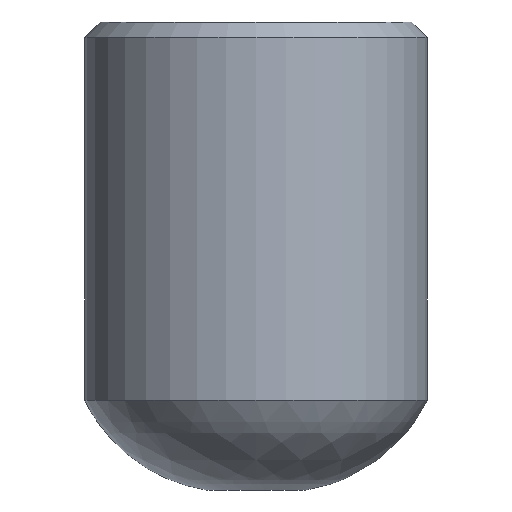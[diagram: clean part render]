
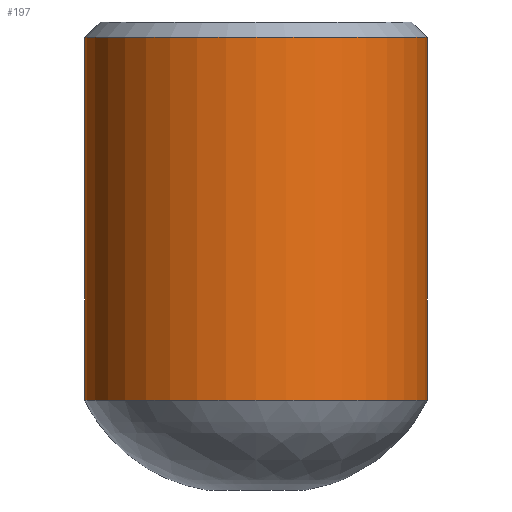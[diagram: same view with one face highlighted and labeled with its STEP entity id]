
A CAD part, front view. The second image highlights one B-rep face of the part: STEP entity #197.
In plain terms, the highlighted cylindrical face has radius 8.725 mm (diameter 17.45 mm), a full revolution.
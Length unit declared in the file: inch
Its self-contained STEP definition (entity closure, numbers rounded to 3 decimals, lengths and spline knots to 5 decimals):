
#16=CYLINDRICAL_SURFACE('',#215,0.3435);
#52=FACE_BOUND('',#81,.T.);
#56=CIRCLE('',#214,0.3435);
#57=CIRCLE('',#216,0.3435);
#58=CIRCLE('',#217,0.3435);
#65=FACE_OUTER_BOUND('',#80,.T.);
#80=EDGE_LOOP('',(#161,#162));
#81=EDGE_LOOP('',(#163));
#109=VERTEX_POINT('',#320);
#110=VERTEX_POINT('',#323);
#111=VERTEX_POINT('',#324);
#130=EDGE_CURVE('',#109,#109,#56,.T.);
#131=EDGE_CURVE('',#110,#111,#57,.T.);
#132=EDGE_CURVE('',#111,#110,#58,.T.);
#161=ORIENTED_EDGE('',*,*,#131,.T.);
#162=ORIENTED_EDGE('',*,*,#132,.T.);
#163=ORIENTED_EDGE('',*,*,#130,.F.);
#197=ADVANCED_FACE('',(#65,#52),#16,.T.);
#214=AXIS2_PLACEMENT_3D('',#321,#248,#249);
#215=AXIS2_PLACEMENT_3D('',#322,#250,#251);
#216=AXIS2_PLACEMENT_3D('',#325,#252,#253);
#217=AXIS2_PLACEMENT_3D('',#326,#254,#255);
#248=DIRECTION('center_axis',(0.,0.,1.));
#249=DIRECTION('ref_axis',(-1.,0.,0.));
#250=DIRECTION('center_axis',(0.,0.,-1.));
#251=DIRECTION('ref_axis',(-1.,0.,0.));
#252=DIRECTION('center_axis',(0.,0.,1.));
#253=DIRECTION('ref_axis',(-1.,0.,0.));
#254=DIRECTION('center_axis',(0.,0.,1.));
#255=DIRECTION('ref_axis',(-1.,0.,0.));
#320=CARTESIAN_POINT('',(0.3435,0.,-0.031));
#321=CARTESIAN_POINT('Origin',(0.,0.,-0.031));
#322=CARTESIAN_POINT('Origin',(0.,0.,0.));
#323=CARTESIAN_POINT('',(0.3435,0.,-0.75803));
#324=CARTESIAN_POINT('',(-0.3435,0.,-0.75803));
#325=CARTESIAN_POINT('Origin',(0.,0.,-0.75803));
#326=CARTESIAN_POINT('Origin',(0.,0.,-0.75803));
